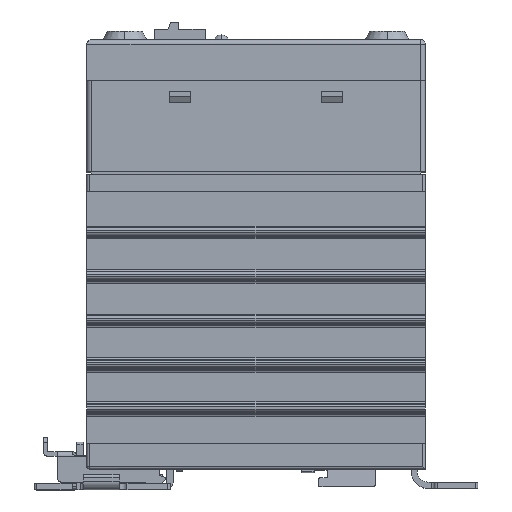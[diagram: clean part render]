
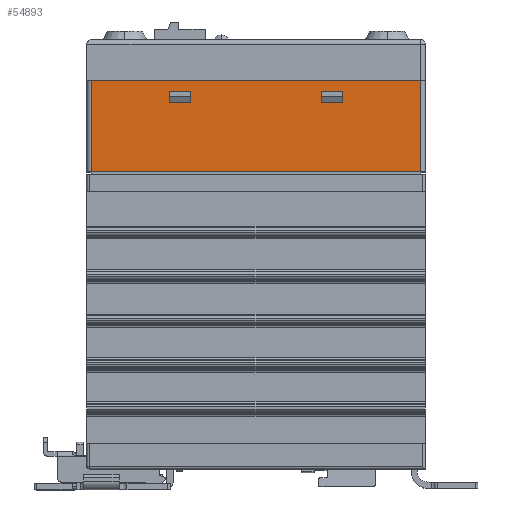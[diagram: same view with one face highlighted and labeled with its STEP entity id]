
A CAD part, top view. The second image highlights one B-rep face of the part: STEP entity #54893.
In plain terms, the highlighted planar face has unit normal (0, 0, 1).
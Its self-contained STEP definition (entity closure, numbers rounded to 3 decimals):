
#1 = CARTESIAN_POINT ( 'NONE',  ( -15., 26.8, 11. ) ) ;
#462 = VECTOR ( 'NONE', #4095, 1000. ) ;
#3021 = CARTESIAN_POINT ( 'NONE',  ( 15., 16.8, 11. ) ) ;
#3683 = EDGE_LOOP ( 'NONE', ( #50302, #29000, #22173, #5269 ) ) ;
#4095 = DIRECTION ( 'NONE',  ( -1., 0., 0. ) ) ;
#5064 = CARTESIAN_POINT ( 'NONE',  ( -15., 16.8, 11. ) ) ;
#5269 = ORIENTED_EDGE ( 'NONE', *, *, #49197, .F. ) ;
#6879 = LINE ( 'NONE', #40008, #49536 ) ;
#7849 = VECTOR ( 'NONE', #39037, 1000. ) ;
#8031 = LINE ( 'NONE', #52436, #41409 ) ;
#9291 = LINE ( 'NONE', #30139, #7849 ) ;
#10421 = CARTESIAN_POINT ( 'NONE',  ( -38., 21.8, 11. ) ) ;
#10570 = VERTEX_POINT ( 'NONE', #5064 ) ;
#11016 = VECTOR ( 'NONE', #56706, 1000. ) ;
#11146 = VECTOR ( 'NONE', #30246, 1000. ) ;
#11547 = CARTESIAN_POINT ( 'NONE',  ( 38., 21.8, 11. ) ) ;
#12073 = DIRECTION ( 'NONE',  ( 0., -1., 0. ) ) ;
#12555 = DIRECTION ( 'NONE',  ( 0., 1., 0. ) ) ;
#12802 = DIRECTION ( 'NONE',  ( 1., 0., 0. ) ) ;
#14027 = VERTEX_POINT ( 'NONE', #34537 ) ;
#15813 = CARTESIAN_POINT ( 'NONE',  ( -39., 21.8, 11. ) ) ;
#17492 = VERTEX_POINT ( 'NONE', #51743 ) ;
#18164 = VECTOR ( 'NONE', #52023, 1000. ) ;
#19053 = EDGE_LOOP ( 'NONE', ( #27709, #38863, #36048, #35315 ) ) ;
#21802 = LINE ( 'NONE', #35629, #56604 ) ;
#21990 = FACE_OUTER_BOUND ( 'NONE', #3683, .T. ) ;
#22173 = ORIENTED_EDGE ( 'NONE', *, *, #25769, .F. ) ;
#23124 = LINE ( 'NONE', #15813, #11016 ) ;
#23462 = EDGE_CURVE ( 'NONE', #26072, #44125, #9291, .T. ) ;
#23501 = DIRECTION ( 'NONE',  ( 0., 0., -1. ) ) ;
#23939 = VECTOR ( 'NONE', #54545, 1000. ) ;
#24196 = LINE ( 'NONE', #44302, #49753 ) ;
#25142 = EDGE_CURVE ( 'NONE', #35745, #27419, #46695, .T. ) ;
#25289 = DIRECTION ( 'NONE',  ( 0., -1., 0. ) ) ;
#25769 = EDGE_CURVE ( 'NONE', #41199, #33282, #31655, .T. ) ;
#26072 = VERTEX_POINT ( 'NONE', #49605 ) ;
#26667 = CARTESIAN_POINT ( 'NONE',  ( -39., 0.8, 11. ) ) ;
#27419 = VERTEX_POINT ( 'NONE', #33760 ) ;
#27681 = PLANE ( 'NONE',  #39398 ) ;
#27709 = ORIENTED_EDGE ( 'NONE', *, *, #48000, .F. ) ;
#29000 = ORIENTED_EDGE ( 'NONE', *, *, #48429, .F. ) ;
#29977 = EDGE_CURVE ( 'NONE', #44125, #34277, #6879, .T. ) ;
#30139 = CARTESIAN_POINT ( 'NONE',  ( 15., 26.8, 11. ) ) ;
#30246 = DIRECTION ( 'NONE',  ( -1., 0., 0. ) ) ;
#31207 = DIRECTION ( 'NONE',  ( -1., 0., 0. ) ) ;
#31655 = LINE ( 'NONE', #56601, #18164 ) ;
#32513 = EDGE_CURVE ( 'NONE', #42187, #57548, #8031, .T. ) ;
#33282 = VERTEX_POINT ( 'NONE', #10421 ) ;
#33760 = CARTESIAN_POINT ( 'NONE',  ( 38., 0.8, 11. ) ) ;
#34036 = FACE_BOUND ( 'NONE', #57547, .T. ) ;
#34243 = ORIENTED_EDGE ( 'NONE', *, *, #52426, .F. ) ;
#34277 = VERTEX_POINT ( 'NONE', #45663 ) ;
#34537 = CARTESIAN_POINT ( 'NONE',  ( 20., 19.3, 11. ) ) ;
#34611 = VECTOR ( 'NONE', #12073, 1000. ) ;
#35228 = LINE ( 'NONE', #53922, #462 ) ;
#35285 = EDGE_CURVE ( 'NONE', #57548, #10570, #21802, .T. ) ;
#35315 = ORIENTED_EDGE ( 'NONE', *, *, #23462, .F. ) ;
#35629 = CARTESIAN_POINT ( 'NONE',  ( -39., 16.8, 11. ) ) ;
#35745 = VERTEX_POINT ( 'NONE', #11547 ) ;
#36048 = ORIENTED_EDGE ( 'NONE', *, *, #29977, .F. ) ;
#37765 = ORIENTED_EDGE ( 'NONE', *, *, #44760, .F. ) ;
#38863 = ORIENTED_EDGE ( 'NONE', *, *, #50745, .F. ) ;
#39037 = DIRECTION ( 'NONE',  ( 0., -1., 0. ) ) ;
#39398 = AXIS2_PLACEMENT_3D ( 'NONE', #50673, #23501, #55222 ) ;
#39538 = CARTESIAN_POINT ( 'NONE',  ( -39., 19.3, 11. ) ) ;
#39732 = CARTESIAN_POINT ( 'NONE',  ( -38., 0.8, 11. ) ) ;
#40008 = CARTESIAN_POINT ( 'NONE',  ( -39., 16.8, 11. ) ) ;
#41199 = VERTEX_POINT ( 'NONE', #39732 ) ;
#41409 = VECTOR ( 'NONE', #25289, 1000. ) ;
#41601 = ORIENTED_EDGE ( 'NONE', *, *, #32513, .F. ) ;
#42187 = VERTEX_POINT ( 'NONE', #42745 ) ;
#42745 = CARTESIAN_POINT ( 'NONE',  ( -20., 19.3, 11. ) ) ;
#44125 = VERTEX_POINT ( 'NONE', #3021 ) ;
#44222 = LINE ( 'NONE', #26667, #54873 ) ;
#44302 = CARTESIAN_POINT ( 'NONE',  ( 20., 26.8, 11. ) ) ;
#44760 = EDGE_CURVE ( 'NONE', #10570, #17492, #49505, .T. ) ;
#45663 = CARTESIAN_POINT ( 'NONE',  ( 20., 16.8, 11. ) ) ;
#45957 = LINE ( 'NONE', #39538, #11146 ) ;
#46129 = FACE_BOUND ( 'NONE', #19053, .T. ) ;
#46695 = LINE ( 'NONE', #52763, #34611 ) ;
#48000 = EDGE_CURVE ( 'NONE', #14027, #26072, #35228, .T. ) ;
#48429 = EDGE_CURVE ( 'NONE', #33282, #35745, #23124, .T. ) ;
#49197 = EDGE_CURVE ( 'NONE', #27419, #41199, #44222, .T. ) ;
#49505 = LINE ( 'NONE', #1, #23939 ) ;
#49536 = VECTOR ( 'NONE', #53510, 1000. ) ;
#49602 = CARTESIAN_POINT ( 'NONE',  ( -20., 16.8, 11. ) ) ;
#49605 = CARTESIAN_POINT ( 'NONE',  ( 15., 19.3, 11. ) ) ;
#49753 = VECTOR ( 'NONE', #12555, 1000. ) ;
#50302 = ORIENTED_EDGE ( 'NONE', *, *, #25142, .F. ) ;
#50673 = CARTESIAN_POINT ( 'NONE',  ( -39., 26.8, 11. ) ) ;
#50745 = EDGE_CURVE ( 'NONE', #34277, #14027, #24196, .T. ) ;
#51743 = CARTESIAN_POINT ( 'NONE',  ( -15., 19.3, 11. ) ) ;
#52023 = DIRECTION ( 'NONE',  ( 0., 1., 0. ) ) ;
#52426 = EDGE_CURVE ( 'NONE', #17492, #42187, #45957, .T. ) ;
#52436 = CARTESIAN_POINT ( 'NONE',  ( -20., 26.8, 11. ) ) ;
#52741 = ORIENTED_EDGE ( 'NONE', *, *, #35285, .F. ) ;
#52763 = CARTESIAN_POINT ( 'NONE',  ( 38., 26.8, 11. ) ) ;
#53510 = DIRECTION ( 'NONE',  ( 1., 0., 0. ) ) ;
#53922 = CARTESIAN_POINT ( 'NONE',  ( -39., 19.3, 11. ) ) ;
#54545 = DIRECTION ( 'NONE',  ( 0., 1., 0. ) ) ;
#54873 = VECTOR ( 'NONE', #31207, 1000. ) ;
#54893 = ADVANCED_FACE ( 'NONE', ( #21990, #34036, #46129 ), #27681, .F. ) ;
#55222 = DIRECTION ( 'NONE',  ( -1., 0., 0. ) ) ;
#56601 = CARTESIAN_POINT ( 'NONE',  ( -38., 26.8, 11. ) ) ;
#56604 = VECTOR ( 'NONE', #12802, 1000. ) ;
#56706 = DIRECTION ( 'NONE',  ( 1., 0., 0. ) ) ;
#57547 = EDGE_LOOP ( 'NONE', ( #41601, #34243, #37765, #52741 ) ) ;
#57548 = VERTEX_POINT ( 'NONE', #49602 ) ;
